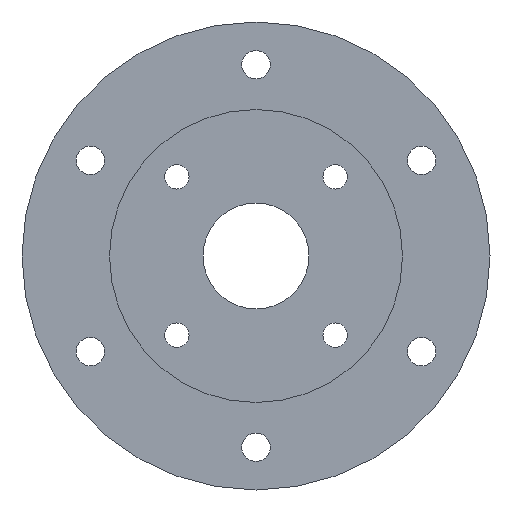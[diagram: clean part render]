
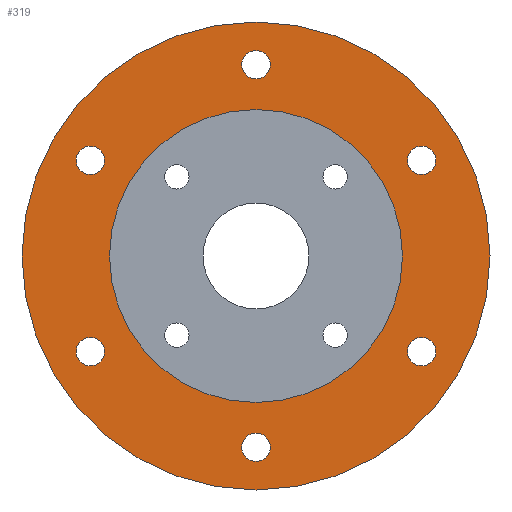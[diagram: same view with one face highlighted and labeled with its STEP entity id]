
A CAD part, front view. The second image highlights one B-rep face of the part: STEP entity #319.
In plain terms, the highlighted planar face has unit normal (0, -1, 0).
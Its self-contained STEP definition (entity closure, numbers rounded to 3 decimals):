
#31=FACE_BOUND('',#89,.T.);
#32=FACE_BOUND('',#90,.T.);
#33=FACE_BOUND('',#91,.T.);
#34=FACE_BOUND('',#92,.T.);
#35=FACE_BOUND('',#93,.T.);
#36=FACE_BOUND('',#94,.T.);
#37=FACE_BOUND('',#95,.T.);
#40=PLANE('',#375);
#56=FACE_OUTER_BOUND('',#88,.T.);
#88=EDGE_LOOP('',(#283));
#89=EDGE_LOOP('',(#284));
#90=EDGE_LOOP('',(#285));
#91=EDGE_LOOP('',(#286));
#92=EDGE_LOOP('',(#287));
#93=EDGE_LOOP('',(#288));
#94=EDGE_LOOP('',(#289));
#95=EDGE_LOOP('',(#290));
#122=CIRCLE('',#335,18.);
#130=CIRCLE('',#345,1.75);
#132=CIRCLE('',#348,1.75);
#134=CIRCLE('',#351,1.75);
#136=CIRCLE('',#354,1.75);
#143=CIRCLE('',#367,1.75);
#145=CIRCLE('',#370,1.75);
#147=CIRCLE('',#373,28.75);
#148=VERTEX_POINT('',#477);
#156=VERTEX_POINT('',#496);
#158=VERTEX_POINT('',#502);
#160=VERTEX_POINT('',#508);
#162=VERTEX_POINT('',#514);
#169=VERTEX_POINT('',#540);
#171=VERTEX_POINT('',#546);
#173=VERTEX_POINT('',#552);
#174=EDGE_CURVE('',#148,#148,#122,.T.);
#184=EDGE_CURVE('',#156,#156,#130,.T.);
#187=EDGE_CURVE('',#158,#158,#132,.T.);
#190=EDGE_CURVE('',#160,#160,#134,.T.);
#193=EDGE_CURVE('',#162,#162,#136,.T.);
#206=EDGE_CURVE('',#169,#169,#143,.T.);
#209=EDGE_CURVE('',#171,#171,#145,.T.);
#212=EDGE_CURVE('',#173,#173,#147,.T.);
#283=ORIENTED_EDGE('',*,*,#212,.F.);
#284=ORIENTED_EDGE('',*,*,#174,.T.);
#285=ORIENTED_EDGE('',*,*,#209,.F.);
#286=ORIENTED_EDGE('',*,*,#206,.F.);
#287=ORIENTED_EDGE('',*,*,#193,.F.);
#288=ORIENTED_EDGE('',*,*,#190,.F.);
#289=ORIENTED_EDGE('',*,*,#187,.F.);
#290=ORIENTED_EDGE('',*,*,#184,.F.);
#319=ADVANCED_FACE('',(#56,#31,#32,#33,#34,#35,#36,#37),#40,.F.);
#335=AXIS2_PLACEMENT_3D('',#478,#380,#381);
#345=AXIS2_PLACEMENT_3D('',#498,#402,#403);
#348=AXIS2_PLACEMENT_3D('',#504,#409,#410);
#351=AXIS2_PLACEMENT_3D('',#510,#416,#417);
#354=AXIS2_PLACEMENT_3D('',#516,#423,#424);
#367=AXIS2_PLACEMENT_3D('',#542,#455,#456);
#370=AXIS2_PLACEMENT_3D('',#548,#462,#463);
#373=AXIS2_PLACEMENT_3D('',#554,#469,#470);
#375=AXIS2_PLACEMENT_3D('',#556,#473,#474);
#380=DIRECTION('center_axis',(0.,1.,0.));
#381=DIRECTION('ref_axis',(1.,0.,0.));
#402=DIRECTION('center_axis',(0.,-1.,0.));
#403=DIRECTION('ref_axis',(1.,0.,0.));
#409=DIRECTION('center_axis',(0.,-1.,0.));
#410=DIRECTION('ref_axis',(1.,0.,0.));
#416=DIRECTION('center_axis',(0.,-1.,0.));
#417=DIRECTION('ref_axis',(1.,0.,0.));
#423=DIRECTION('center_axis',(0.,-1.,0.));
#424=DIRECTION('ref_axis',(1.,0.,0.));
#455=DIRECTION('center_axis',(0.,-1.,0.));
#456=DIRECTION('ref_axis',(1.,0.,0.));
#462=DIRECTION('center_axis',(0.,-1.,0.));
#463=DIRECTION('ref_axis',(1.,0.,0.));
#469=DIRECTION('center_axis',(0.,1.,0.));
#470=DIRECTION('ref_axis',(1.,0.,0.));
#473=DIRECTION('center_axis',(0.,1.,0.));
#474=DIRECTION('ref_axis',(1.,0.,0.));
#477=CARTESIAN_POINT('',(-18.,0.,0.));
#478=CARTESIAN_POINT('Origin',(0.,0.,0.));
#496=CARTESIAN_POINT('',(-1.75,0.,-23.5));
#498=CARTESIAN_POINT('Origin',(0.,0.,-23.5));
#502=CARTESIAN_POINT('',(-1.75,0.,23.5));
#504=CARTESIAN_POINT('Origin',(0.,0.,23.5));
#508=CARTESIAN_POINT('',(-22.102,0.,11.75));
#510=CARTESIAN_POINT('Origin',(-20.352,0.,11.75));
#514=CARTESIAN_POINT('',(-22.102,0.,-11.75));
#516=CARTESIAN_POINT('Origin',(-20.352,0.,-11.75));
#540=CARTESIAN_POINT('',(18.602,0.,11.75));
#542=CARTESIAN_POINT('Origin',(20.352,0.,11.75));
#546=CARTESIAN_POINT('',(18.602,0.,-11.75));
#548=CARTESIAN_POINT('Origin',(20.352,0.,-11.75));
#552=CARTESIAN_POINT('',(-28.75,0.,0.));
#554=CARTESIAN_POINT('Origin',(0.,0.,0.));
#556=CARTESIAN_POINT('Origin',(0.,0.,0.));
